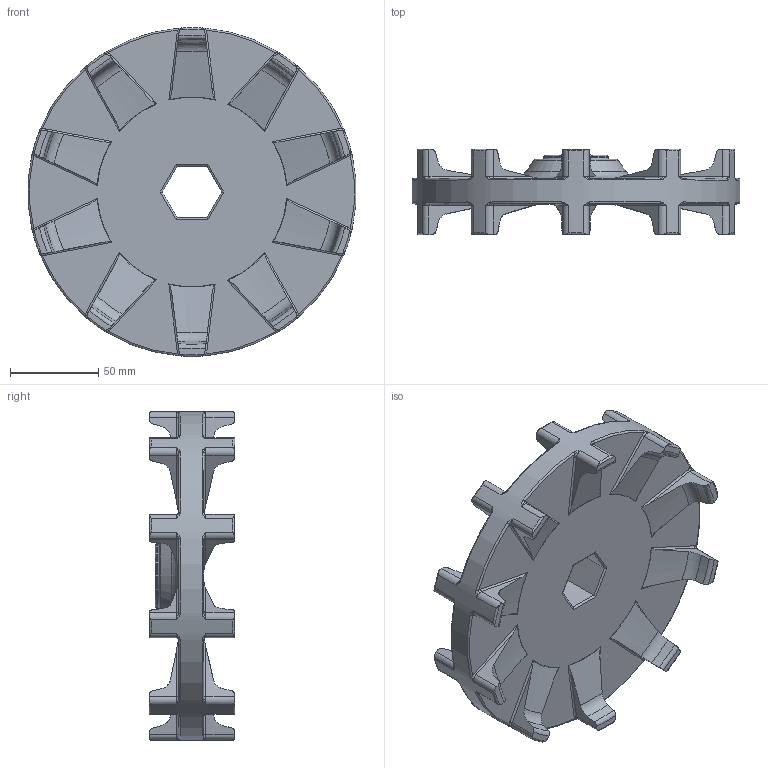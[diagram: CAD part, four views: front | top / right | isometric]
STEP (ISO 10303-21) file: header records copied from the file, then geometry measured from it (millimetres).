
FILE_DESCRIPTION(('STEP AP214'),'1');
FILE_NAME('Koleso.stp','2025-12-26T13:50:55',(' '),(' '),'Spatial InterOp 3D',' ',' ');
FILE_SCHEMA(('AUTOMOTIVE_DESIGN { 1 0 10303 214 1 1 1 1 }'));
Length unit declared in the file: millimetre
Products named in the file (1): 1
Bounding box: 186.06 x 48.48 x 186.58 mm (x, y, z)
Volume: 479709.4 mm3; surface area: 80290 mm2
Topology: 1 solids, 1 shells, 383 faces, 1045 edges, 626 vertices
Faces by surface type: torus 144, cylinder 88, plane 70, cone 41, bspline 40
Full cylindrical faces by diameter (mm): 36.421 x1, 186.595 x1
Entity records: 19247 total; most frequent: CARTESIAN_POINT 10374, ORIENTED_EDGE 1996, DIRECTION 1740, EDGE_CURVE 998, AXIS2_PLACEMENT_3D 758, VERTEX_POINT 626, CIRCLE 408, EDGE_LOOP 394
